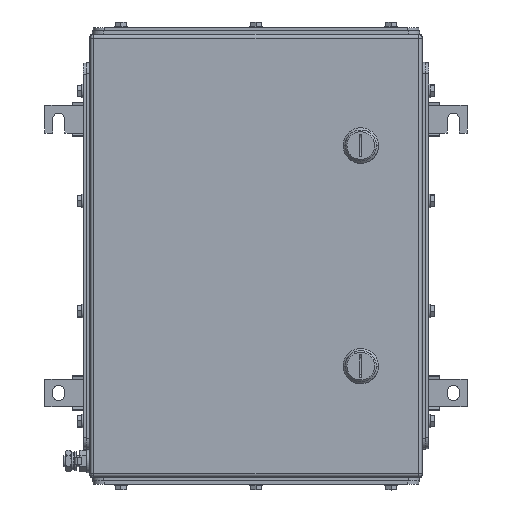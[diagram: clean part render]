
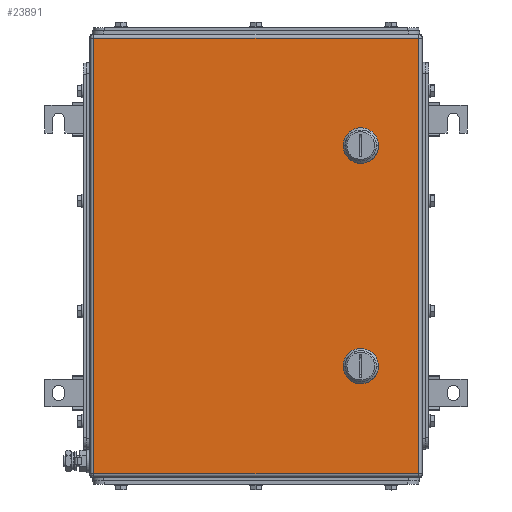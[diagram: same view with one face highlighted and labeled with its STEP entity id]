
A CAD part, top view. The second image highlights one B-rep face of the part: STEP entity #23891.
In plain terms, the highlighted planar face has unit normal (0, 0, 1).
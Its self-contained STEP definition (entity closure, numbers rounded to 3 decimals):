
#23705=AXIS2_PLACEMENT_3D('Circle Axis2P3D',#23703,#23704,$) ;
#23732=AXIS2_PLACEMENT_3D('Plane Axis2P3D',#23729,#23730,#23731) ;
#23777=AXIS2_PLACEMENT_3D('Circle Axis2P3D',#23775,#23776,$) ;
#23791=AXIS2_PLACEMENT_3D('Circle Axis2P3D',#23789,#23790,$) ;
#23805=AXIS2_PLACEMENT_3D('Circle Axis2P3D',#23803,#23804,$) ;
#23827=AXIS2_PLACEMENT_3D('Circle Axis2P3D',#23825,#23826,$) ;
#23843=AXIS2_PLACEMENT_3D('Circle Axis2P3D',#23841,#23842,$) ;
#23857=AXIS2_PLACEMENT_3D('Circle Axis2P3D',#23855,#23856,$) ;
#23871=AXIS2_PLACEMENT_3D('Circle Axis2P3D',#23869,#23870,$) ;
#23700=CARTESIAN_POINT('Vertex',(290.056,300.45,153.5)) ;
#23703=CARTESIAN_POINT('Axis2P3D Location',(285.,310.5,153.5)) ;
#23707=CARTESIAN_POINT('Vertex',(295.05,305.444,153.5)) ;
#23729=CARTESIAN_POINT('Axis2P3D Location',(190.5,211.,153.5)) ;
#23734=CARTESIAN_POINT('Line Origine',(190.5,407.5,153.5)) ;
#23738=CARTESIAN_POINT('Vertex',(337.,407.5,153.5)) ;
#23740=CARTESIAN_POINT('Vertex',(44.,407.5,153.5)) ;
#23743=CARTESIAN_POINT('Line Origine',(44.,211.,153.5)) ;
#23747=CARTESIAN_POINT('Vertex',(44.,14.5,153.5)) ;
#23750=CARTESIAN_POINT('Line Origine',(190.5,14.5,153.5)) ;
#23754=CARTESIAN_POINT('Vertex',(337.,14.5,153.5)) ;
#23757=CARTESIAN_POINT('Line Origine',(337.,211.,153.5)) ;
#23768=CARTESIAN_POINT('Line Origine',(285.,300.45,153.5)) ;
#23772=CARTESIAN_POINT('Vertex',(279.944,300.45,153.5)) ;
#23775=CARTESIAN_POINT('Axis2P3D Location',(285.,310.5,153.5)) ;
#23779=CARTESIAN_POINT('Vertex',(274.95,305.444,153.5)) ;
#23782=CARTESIAN_POINT('Line Origine',(274.95,310.5,153.5)) ;
#23786=CARTESIAN_POINT('Vertex',(274.95,315.556,153.5)) ;
#23789=CARTESIAN_POINT('Axis2P3D Location',(285.,310.5,153.5)) ;
#23793=CARTESIAN_POINT('Vertex',(279.944,320.55,153.5)) ;
#23796=CARTESIAN_POINT('Line Origine',(285.,320.55,153.5)) ;
#23800=CARTESIAN_POINT('Vertex',(290.056,320.55,153.5)) ;
#23803=CARTESIAN_POINT('Axis2P3D Location',(285.,310.5,153.5)) ;
#23807=CARTESIAN_POINT('Vertex',(295.05,315.556,153.5)) ;
#23810=CARTESIAN_POINT('Line Origine',(295.05,310.5,153.5)) ;
#23825=CARTESIAN_POINT('Axis2P3D Location',(285.,111.5,153.5)) ;
#23829=CARTESIAN_POINT('Vertex',(290.056,101.45,153.5)) ;
#23831=CARTESIAN_POINT('Vertex',(295.05,106.444,153.5)) ;
#23834=CARTESIAN_POINT('Line Origine',(285.,101.45,153.5)) ;
#23838=CARTESIAN_POINT('Vertex',(279.944,101.45,153.5)) ;
#23841=CARTESIAN_POINT('Axis2P3D Location',(285.,111.5,153.5)) ;
#23845=CARTESIAN_POINT('Vertex',(274.95,106.444,153.5)) ;
#23848=CARTESIAN_POINT('Line Origine',(274.95,111.5,153.5)) ;
#23852=CARTESIAN_POINT('Vertex',(274.95,116.556,153.5)) ;
#23855=CARTESIAN_POINT('Axis2P3D Location',(285.,111.5,153.5)) ;
#23859=CARTESIAN_POINT('Vertex',(279.944,121.55,153.5)) ;
#23862=CARTESIAN_POINT('Line Origine',(285.,121.55,153.5)) ;
#23866=CARTESIAN_POINT('Vertex',(290.056,121.55,153.5)) ;
#23869=CARTESIAN_POINT('Axis2P3D Location',(285.,111.5,153.5)) ;
#23873=CARTESIAN_POINT('Vertex',(295.05,116.556,153.5)) ;
#23876=CARTESIAN_POINT('Line Origine',(295.05,111.5,153.5)) ;
#23704=DIRECTION('Axis2P3D Direction',(0.,0.,1.)) ;
#23730=DIRECTION('Axis2P3D Direction',(0.,0.,1.)) ;
#23731=DIRECTION('Axis2P3D XDirection',(1.,0.,0.)) ;
#23735=DIRECTION('Vector Direction',(1.,0.,0.)) ;
#23744=DIRECTION('Vector Direction',(0.,-1.,0.)) ;
#23751=DIRECTION('Vector Direction',(1.,0.,0.)) ;
#23758=DIRECTION('Vector Direction',(0.,1.,0.)) ;
#23769=DIRECTION('Vector Direction',(1.,0.,0.)) ;
#23776=DIRECTION('Axis2P3D Direction',(0.,0.,1.)) ;
#23783=DIRECTION('Vector Direction',(0.,1.,0.)) ;
#23790=DIRECTION('Axis2P3D Direction',(0.,0.,1.)) ;
#23797=DIRECTION('Vector Direction',(1.,0.,0.)) ;
#23804=DIRECTION('Axis2P3D Direction',(0.,0.,1.)) ;
#23811=DIRECTION('Vector Direction',(0.,-1.,0.)) ;
#23826=DIRECTION('Axis2P3D Direction',(0.,0.,1.)) ;
#23835=DIRECTION('Vector Direction',(1.,0.,0.)) ;
#23842=DIRECTION('Axis2P3D Direction',(0.,0.,1.)) ;
#23849=DIRECTION('Vector Direction',(0.,1.,0.)) ;
#23856=DIRECTION('Axis2P3D Direction',(0.,0.,1.)) ;
#23863=DIRECTION('Vector Direction',(1.,0.,0.)) ;
#23870=DIRECTION('Axis2P3D Direction',(0.,0.,1.)) ;
#23877=DIRECTION('Vector Direction',(0.,-1.,0.)) ;
#23736=VECTOR('Line Direction',#23735,1.) ;
#23745=VECTOR('Line Direction',#23744,1.) ;
#23752=VECTOR('Line Direction',#23751,1.) ;
#23759=VECTOR('Line Direction',#23758,1.) ;
#23770=VECTOR('Line Direction',#23769,1.) ;
#23784=VECTOR('Line Direction',#23783,1.) ;
#23798=VECTOR('Line Direction',#23797,1.) ;
#23812=VECTOR('Line Direction',#23811,1.) ;
#23836=VECTOR('Line Direction',#23835,1.) ;
#23850=VECTOR('Line Direction',#23849,1.) ;
#23864=VECTOR('Line Direction',#23863,1.) ;
#23878=VECTOR('Line Direction',#23877,1.) ;
#23763=ORIENTED_EDGE('',*,*,#23742,.T.) ;
#23764=ORIENTED_EDGE('',*,*,#23749,.T.) ;
#23765=ORIENTED_EDGE('',*,*,#23756,.T.) ;
#23766=ORIENTED_EDGE('',*,*,#23761,.T.) ;
#23816=ORIENTED_EDGE('',*,*,#23774,.F.) ;
#23817=ORIENTED_EDGE('',*,*,#23781,.F.) ;
#23818=ORIENTED_EDGE('',*,*,#23788,.T.) ;
#23819=ORIENTED_EDGE('',*,*,#23795,.F.) ;
#23820=ORIENTED_EDGE('',*,*,#23802,.T.) ;
#23821=ORIENTED_EDGE('',*,*,#23809,.F.) ;
#23822=ORIENTED_EDGE('',*,*,#23814,.T.) ;
#23823=ORIENTED_EDGE('',*,*,#23709,.F.) ;
#23882=ORIENTED_EDGE('',*,*,#23833,.F.) ;
#23883=ORIENTED_EDGE('',*,*,#23840,.F.) ;
#23884=ORIENTED_EDGE('',*,*,#23847,.F.) ;
#23885=ORIENTED_EDGE('',*,*,#23854,.T.) ;
#23886=ORIENTED_EDGE('',*,*,#23861,.F.) ;
#23887=ORIENTED_EDGE('',*,*,#23868,.T.) ;
#23888=ORIENTED_EDGE('',*,*,#23875,.F.) ;
#23889=ORIENTED_EDGE('',*,*,#23880,.T.) ;
#23824=FACE_BOUND('',#23815,.T.) ;
#23890=FACE_BOUND('',#23881,.T.) ;
#23891=ADVANCED_FACE('ZUB_KTB_QL_403015_4GP_AllCATPart_AllCATPart.1\\ZUB_KTB_QL_403015_4GP_AllCATPart.2\\ZUB_DE_KTB_QL.1\\DE_KTB_MH_PART_MASTER.1\\Koerper.2',(#23767,#23824,#23890),#23733,.T.) ;
#23706=CIRCLE('generated circle',#23705,11.25) ;
#23778=CIRCLE('generated circle',#23777,11.25) ;
#23792=CIRCLE('generated circle',#23791,11.25) ;
#23806=CIRCLE('generated circle',#23805,11.25) ;
#23828=CIRCLE('generated circle',#23827,11.25) ;
#23844=CIRCLE('generated circle',#23843,11.25) ;
#23858=CIRCLE('generated circle',#23857,11.25) ;
#23872=CIRCLE('generated circle',#23871,11.25) ;
#23709=EDGE_CURVE('',#23701,#23708,#23706,.T.) ;
#23742=EDGE_CURVE('',#23739,#23741,#23737,.F.) ;
#23749=EDGE_CURVE('',#23741,#23748,#23746,.T.) ;
#23756=EDGE_CURVE('',#23748,#23755,#23753,.T.) ;
#23761=EDGE_CURVE('',#23755,#23739,#23760,.T.) ;
#23774=EDGE_CURVE('',#23773,#23701,#23771,.T.) ;
#23781=EDGE_CURVE('',#23780,#23773,#23778,.T.) ;
#23788=EDGE_CURVE('',#23780,#23787,#23785,.T.) ;
#23795=EDGE_CURVE('',#23794,#23787,#23792,.T.) ;
#23802=EDGE_CURVE('',#23794,#23801,#23799,.T.) ;
#23809=EDGE_CURVE('',#23808,#23801,#23806,.T.) ;
#23814=EDGE_CURVE('',#23808,#23708,#23813,.T.) ;
#23833=EDGE_CURVE('',#23830,#23832,#23828,.T.) ;
#23840=EDGE_CURVE('',#23839,#23830,#23837,.T.) ;
#23847=EDGE_CURVE('',#23846,#23839,#23844,.T.) ;
#23854=EDGE_CURVE('',#23846,#23853,#23851,.T.) ;
#23861=EDGE_CURVE('',#23860,#23853,#23858,.T.) ;
#23868=EDGE_CURVE('',#23860,#23867,#23865,.T.) ;
#23875=EDGE_CURVE('',#23874,#23867,#23872,.T.) ;
#23880=EDGE_CURVE('',#23874,#23832,#23879,.T.) ;
#23762=EDGE_LOOP('',(#23763,#23764,#23765,#23766)) ;
#23815=EDGE_LOOP('',(#23816,#23817,#23818,#23819,#23820,#23821,#23822,#23823)) ;
#23881=EDGE_LOOP('',(#23882,#23883,#23884,#23885,#23886,#23887,#23888,#23889)) ;
#23767=FACE_OUTER_BOUND('',#23762,.T.) ;
#23737=LINE('Line',#23734,#23736) ;
#23746=LINE('Line',#23743,#23745) ;
#23753=LINE('Line',#23750,#23752) ;
#23760=LINE('Line',#23757,#23759) ;
#23771=LINE('Line',#23768,#23770) ;
#23785=LINE('Line',#23782,#23784) ;
#23799=LINE('Line',#23796,#23798) ;
#23813=LINE('Line',#23810,#23812) ;
#23837=LINE('Line',#23834,#23836) ;
#23851=LINE('Line',#23848,#23850) ;
#23865=LINE('Line',#23862,#23864) ;
#23879=LINE('Line',#23876,#23878) ;
#23733=PLANE('',#23732) ;
#23701=VERTEX_POINT('',#23700) ;
#23708=VERTEX_POINT('',#23707) ;
#23739=VERTEX_POINT('',#23738) ;
#23741=VERTEX_POINT('',#23740) ;
#23748=VERTEX_POINT('',#23747) ;
#23755=VERTEX_POINT('',#23754) ;
#23773=VERTEX_POINT('',#23772) ;
#23780=VERTEX_POINT('',#23779) ;
#23787=VERTEX_POINT('',#23786) ;
#23794=VERTEX_POINT('',#23793) ;
#23801=VERTEX_POINT('',#23800) ;
#23808=VERTEX_POINT('',#23807) ;
#23830=VERTEX_POINT('',#23829) ;
#23832=VERTEX_POINT('',#23831) ;
#23839=VERTEX_POINT('',#23838) ;
#23846=VERTEX_POINT('',#23845) ;
#23853=VERTEX_POINT('',#23852) ;
#23860=VERTEX_POINT('',#23859) ;
#23867=VERTEX_POINT('',#23866) ;
#23874=VERTEX_POINT('',#23873) ;
